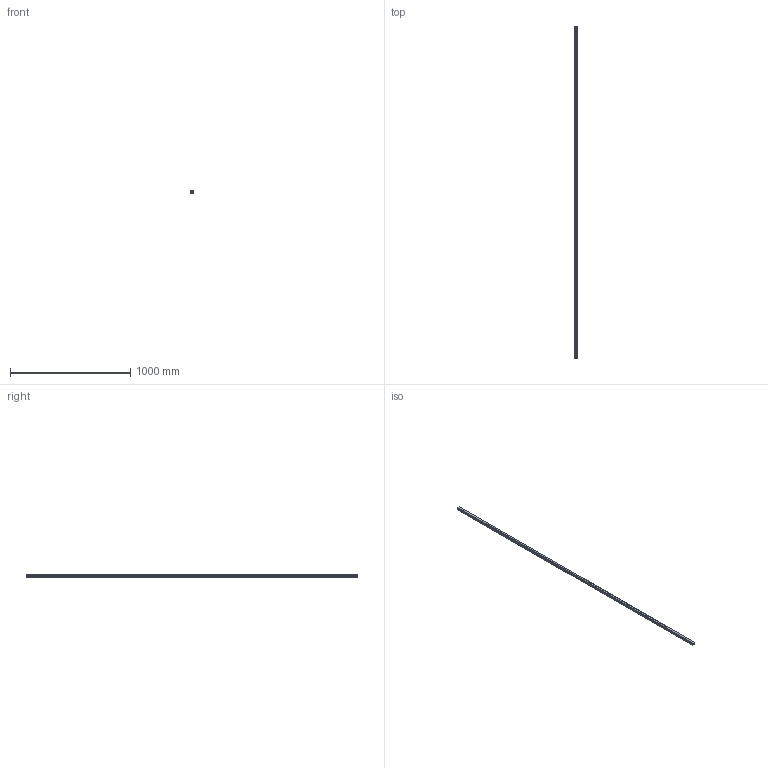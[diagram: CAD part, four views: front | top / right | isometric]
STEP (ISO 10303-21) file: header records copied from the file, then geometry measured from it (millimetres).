
FILE_DESCRIPTION(('STEP AP214'),'1');
FILE_NAME('cctmp_74BE8842-CDDB-46DE-9D23-1547540FD70F_2021_01_25_14_06_26_0122..stp','2021-01-25T13:06:26',('HIWIN GmbH'),('CADClick - www.CADClick.com'),'Spatial InterOp 3D',' ','unknown authorization');
FILE_SCHEMA(('AUTOMOTIVE_DESIGN'));
Length unit declared in the file: millimetre
Products named in the file (1): HGR25T2760C_FILE
Bounding box: 23 x 2760 x 22 mm (x, y, z)
Volume: 1193303.9 mm3; surface area: 262065.6 mm2
Topology: 1 solids, 1 shells, 433 faces, 1327 edges, 808 vertices
Faces by surface type: plane 227, cylinder 114, cone 92
Entity records: 17825 total; most frequent: DIRECTION 2699, CARTESIAN_POINT 2477, ORIENTED_EDGE 2470, EDGE_CURVE 1235, AXIS2_PLACEMENT_3D 1030, VERTEX_POINT 808, LINE 639, VECTOR 639
